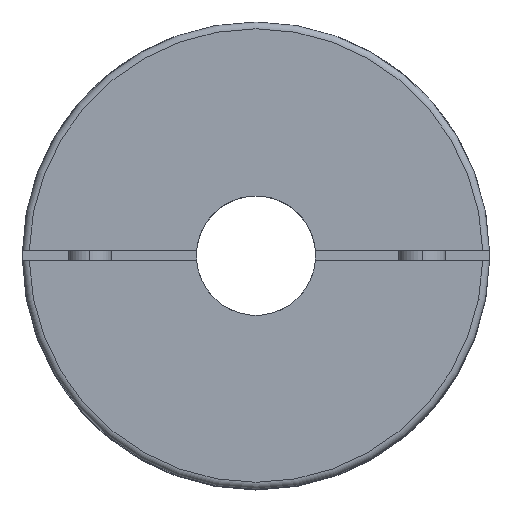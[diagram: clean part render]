
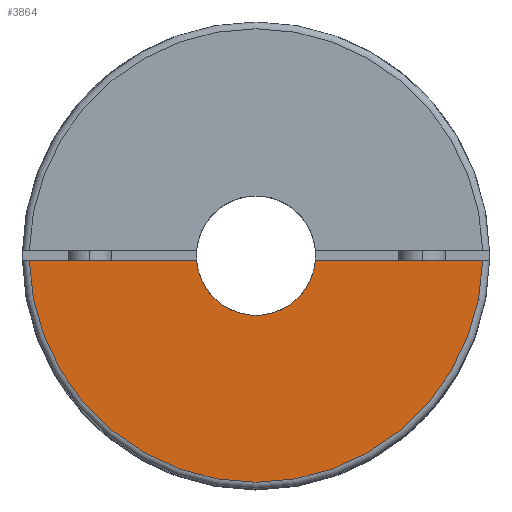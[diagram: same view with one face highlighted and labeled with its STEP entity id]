
A CAD part, top view. The second image highlights one B-rep face of the part: STEP entity #3864.
In plain terms, the highlighted planar face has unit normal (0, 0, 1).
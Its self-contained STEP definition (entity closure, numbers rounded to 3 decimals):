
#113 = ORIENTED_EDGE ( 'NONE', *, *, #2907, .T. ) ;
#197 = AXIS2_PLACEMENT_3D ( 'NONE', #497, #3109, #1384 ) ;
#310 = PLANE ( 'NONE',  #2104 ) ;
#478 = CARTESIAN_POINT ( 'NONE',  ( -27.4, -0.6, 0. ) ) ;
#497 = CARTESIAN_POINT ( 'NONE',  ( 0., 0., 0. ) ) ;
#756 = CARTESIAN_POINT ( 'NONE',  ( 0., 0., 0. ) ) ;
#799 = CARTESIAN_POINT ( 'NONE',  ( -27.4, -0.6, 0. ) ) ;
#1157 = ORIENTED_EDGE ( 'NONE', *, *, #4266, .F. ) ;
#1220 = FACE_OUTER_BOUND ( 'NONE', #3135, .T. ) ;
#1331 = LINE ( 'NONE', #478, #3121 ) ;
#1384 = DIRECTION ( 'NONE',  ( -1., 0., 0. ) ) ;
#1628 = VERTEX_POINT ( 'NONE', #4722 ) ;
#1752 = DIRECTION ( 'NONE',  ( 0., 0., -1. ) ) ;
#2104 = AXIS2_PLACEMENT_3D ( 'NONE', #2973, #2914, #4622 ) ;
#2657 = VECTOR ( 'NONE', #3403, 1000. ) ;
#2855 = VERTEX_POINT ( 'NONE', #3788 ) ;
#2873 = CIRCLE ( 'NONE', #4688, 7. ) ;
#2907 = EDGE_CURVE ( 'NONE', #4220, #1628, #2873, .T. ) ;
#2914 = DIRECTION ( 'NONE',  ( 0., 0., 1. ) ) ;
#2973 = CARTESIAN_POINT ( 'NONE',  ( 0., 26.6, 0. ) ) ;
#3109 = DIRECTION ( 'NONE',  ( 0., 0., -1. ) ) ;
#3121 = VECTOR ( 'NONE', #5143, 1000. ) ;
#3135 = EDGE_LOOP ( 'NONE', ( #5464, #1157, #4154, #113 ) ) ;
#3403 = DIRECTION ( 'NONE',  ( 1., 0., 0. ) ) ;
#3473 = CARTESIAN_POINT ( 'NONE',  ( 6.974, -0.6, 0. ) ) ;
#3635 = CARTESIAN_POINT ( 'NONE',  ( 26.593, -0.6, 0. ) ) ;
#3788 = CARTESIAN_POINT ( 'NONE',  ( -26.593, -0.6, 0. ) ) ;
#3827 = LINE ( 'NONE', #799, #2657 ) ;
#3864 = ADVANCED_FACE ( 'NONE', ( #1220 ), #310, .T. ) ;
#3972 = EDGE_CURVE ( 'NONE', #4220, #5509, #3827, .T. ) ;
#4154 = ORIENTED_EDGE ( 'NONE', *, *, #3972, .F. ) ;
#4215 = CIRCLE ( 'NONE', #197, 26.6 ) ;
#4220 = VERTEX_POINT ( 'NONE', #3473 ) ;
#4266 = EDGE_CURVE ( 'NONE', #5509, #2855, #4215, .T. ) ;
#4622 = DIRECTION ( 'NONE',  ( 1., 0., 0. ) ) ;
#4688 = AXIS2_PLACEMENT_3D ( 'NONE', #756, #1752, #5080 ) ;
#4722 = CARTESIAN_POINT ( 'NONE',  ( -6.974, -0.6, 0. ) ) ;
#5080 = DIRECTION ( 'NONE',  ( -1., 0., 0. ) ) ;
#5143 = DIRECTION ( 'NONE',  ( 1., 0., 0. ) ) ;
#5202 = EDGE_CURVE ( 'NONE', #2855, #1628, #1331, .T. ) ;
#5464 = ORIENTED_EDGE ( 'NONE', *, *, #5202, .F. ) ;
#5509 = VERTEX_POINT ( 'NONE', #3635 ) ;
